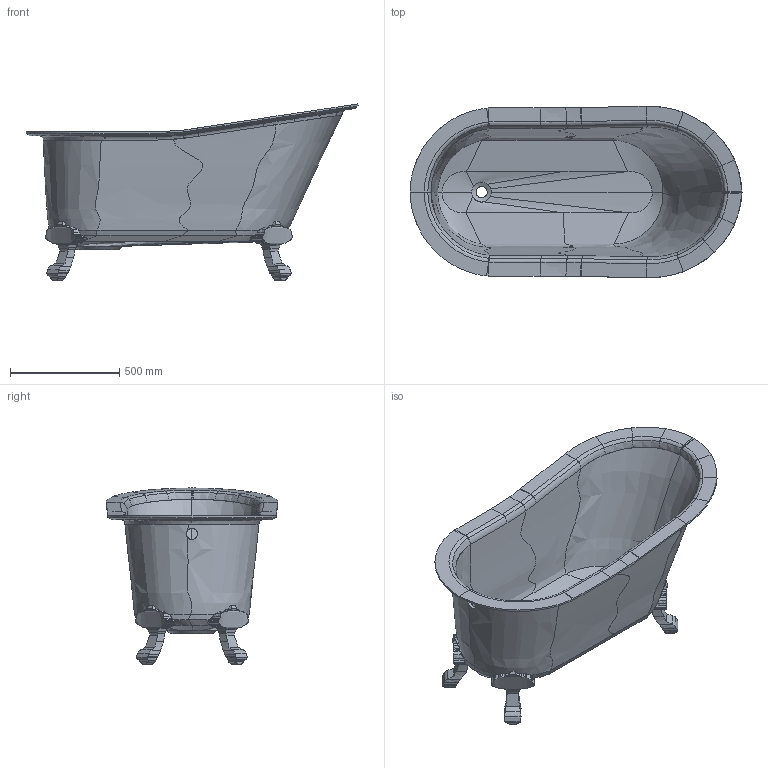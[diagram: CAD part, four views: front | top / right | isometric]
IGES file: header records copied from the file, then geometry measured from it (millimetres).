
Global section: file name: N11ACS ROM-1524; native system: AutoCAD 2016 - English; preprocessor: Autodesk Translation Framework DWG producer (atf_dwg_producer); organization: unknown; date: 20170222.160808; units: millimetre
Bounding box: 1519.15 x 784.33 x 805.76 mm (x, y, z)
Volume: 47224168.9 mm3; surface area: 5184614 mm2
Topology: 12 solids, 12 shells, 705 faces, 1858 edges, 1174 vertices
Faces by surface type: bspline 705
